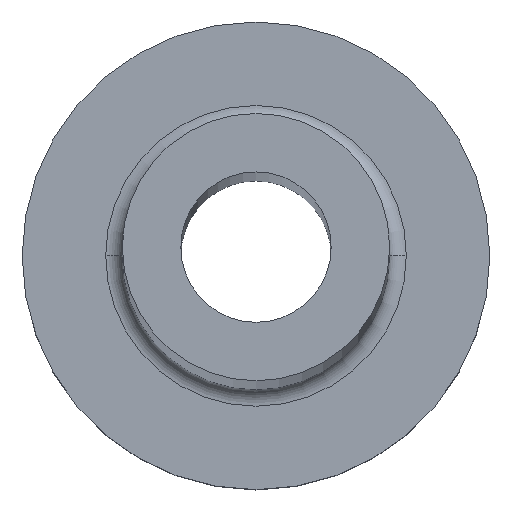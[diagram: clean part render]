
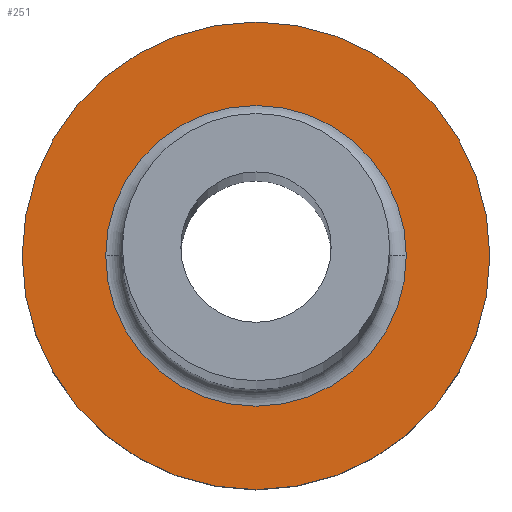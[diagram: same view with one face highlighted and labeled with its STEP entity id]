
A CAD part, top view. The second image highlights one B-rep face of the part: STEP entity #251.
In plain terms, the highlighted planar face has unit normal (0, 0, 1).
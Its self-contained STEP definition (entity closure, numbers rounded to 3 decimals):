
#7 = VERTEX_POINT ( 'NONE', #58 ) ;
#14 = ORIENTED_EDGE ( 'NONE', *, *, #353, .T. ) ;
#17 = CARTESIAN_POINT ( 'NONE',  ( 7., 0., 5. ) ) ;
#21 = AXIS2_PLACEMENT_3D ( 'NONE', #24, #258, #198 ) ;
#24 = CARTESIAN_POINT ( 'NONE',  ( 0., 0., 5. ) ) ;
#25 = DIRECTION ( 'NONE',  ( 0., 0., 1. ) ) ;
#33 = EDGE_LOOP ( 'NONE', ( #14, #63 ) ) ;
#42 = CIRCLE ( 'NONE', #333, 7. ) ;
#53 = CARTESIAN_POINT ( 'NONE',  ( 4.5, 0., 5. ) ) ;
#58 = CARTESIAN_POINT ( 'NONE',  ( -7., 0., 5. ) ) ;
#60 = ORIENTED_EDGE ( 'NONE', *, *, #188, .T. ) ;
#61 = EDGE_CURVE ( 'NONE', #115, #7, #147, .T. ) ;
#63 = ORIENTED_EDGE ( 'NONE', *, *, #61, .T. ) ;
#66 = CIRCLE ( 'NONE', #138, 4.5 ) ;
#70 = DIRECTION ( 'NONE',  ( 0., 0., 1. ) ) ;
#77 = CARTESIAN_POINT ( 'NONE',  ( 0., 0., 5. ) ) ;
#85 = VERTEX_POINT ( 'NONE', #247 ) ;
#108 = CIRCLE ( 'NONE', #301, 4.5 ) ;
#113 = EDGE_LOOP ( 'NONE', ( #222, #60 ) ) ;
#115 = VERTEX_POINT ( 'NONE', #17 ) ;
#116 = EDGE_CURVE ( 'NONE', #268, #85, #108, .T. ) ;
#130 = DIRECTION ( 'NONE',  ( 1., 0., 0. ) ) ;
#138 = AXIS2_PLACEMENT_3D ( 'NONE', #337, #157, #130 ) ;
#147 = CIRCLE ( 'NONE', #359, 7. ) ;
#156 = DIRECTION ( 'NONE',  ( 1., 0., 0. ) ) ;
#157 = DIRECTION ( 'NONE',  ( 0., 0., -1. ) ) ;
#188 = EDGE_CURVE ( 'NONE', #85, #268, #66, .T. ) ;
#189 = DIRECTION ( 'NONE',  ( 0., 0., -1. ) ) ;
#198 = DIRECTION ( 'NONE',  ( 1., 0., 0. ) ) ;
#220 = FACE_OUTER_BOUND ( 'NONE', #33, .T. ) ;
#222 = ORIENTED_EDGE ( 'NONE', *, *, #116, .T. ) ;
#247 = CARTESIAN_POINT ( 'NONE',  ( -4.5, 0., 5. ) ) ;
#251 = ADVANCED_FACE ( 'NONE', ( #344, #220 ), #322, .T. ) ;
#258 = DIRECTION ( 'NONE',  ( 0., 0., 1. ) ) ;
#268 = VERTEX_POINT ( 'NONE', #53 ) ;
#301 = AXIS2_PLACEMENT_3D ( 'NONE', #77, #189, #340 ) ;
#318 = CARTESIAN_POINT ( 'NONE',  ( 0., 0., 5. ) ) ;
#322 = PLANE ( 'NONE',  #21 ) ;
#333 = AXIS2_PLACEMENT_3D ( 'NONE', #318, #25, #372 ) ;
#337 = CARTESIAN_POINT ( 'NONE',  ( 0., 0., 5. ) ) ;
#340 = DIRECTION ( 'NONE',  ( 1., 0., 0. ) ) ;
#344 = FACE_BOUND ( 'NONE', #113, .T. ) ;
#353 = EDGE_CURVE ( 'NONE', #7, #115, #42, .T. ) ;
#359 = AXIS2_PLACEMENT_3D ( 'NONE', #364, #70, #156 ) ;
#364 = CARTESIAN_POINT ( 'NONE',  ( 0., 0., 5. ) ) ;
#372 = DIRECTION ( 'NONE',  ( 1., 0., 0. ) ) ;
